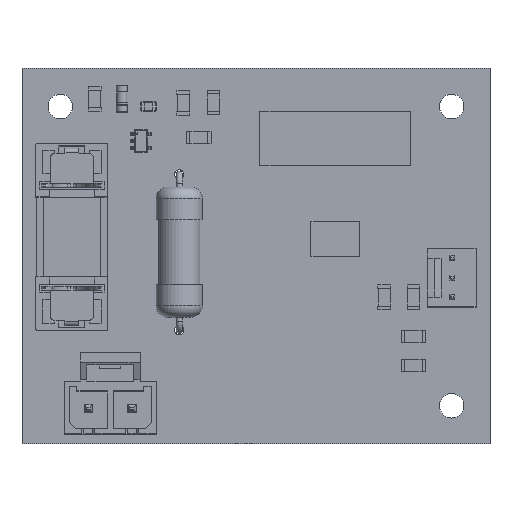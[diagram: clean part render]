
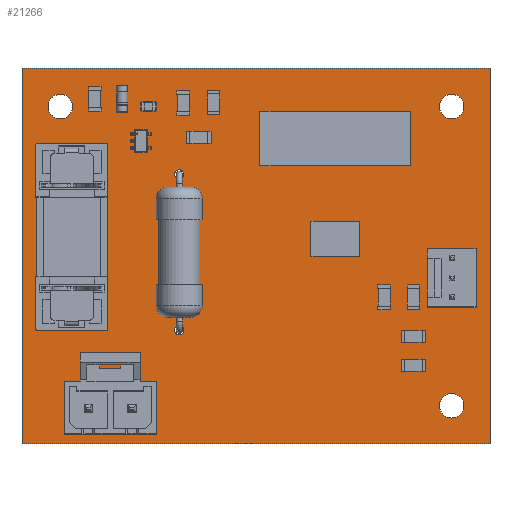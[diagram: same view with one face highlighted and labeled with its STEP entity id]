
A CAD part, top view. The second image highlights one B-rep face of the part: STEP entity #21266.
In plain terms, the highlighted planar face has unit normal (0, 0, 1).
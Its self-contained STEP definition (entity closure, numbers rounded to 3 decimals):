
#20956 = VERTEX_POINT('',#20957);
#20957 = CARTESIAN_POINT('',(137.,-105.46,1.6));
#20963 = EDGE_CURVE('',#20956,#20964,#20966,.T.);
#20964 = VERTEX_POINT('',#20965);
#20965 = CARTESIAN_POINT('',(76.,-105.46,1.6));
#20966 = LINE('',#20967,#20968);
#20967 = CARTESIAN_POINT('',(137.,-105.46,1.6));
#20968 = VECTOR('',#20969,1.);
#20969 = DIRECTION('',(-1.,0.,0.));
#20996 = VERTEX_POINT('',#20997);
#20997 = CARTESIAN_POINT('',(137.,-56.5,1.6));
#21003 = EDGE_CURVE('',#20996,#20956,#21004,.T.);
#21004 = LINE('',#21005,#21006);
#21005 = CARTESIAN_POINT('',(137.,-56.5,1.6));
#21006 = VECTOR('',#21007,1.);
#21007 = DIRECTION('',(0.,-1.,0.));
#21025 = EDGE_CURVE('',#20964,#21026,#21028,.T.);
#21026 = VERTEX_POINT('',#21027);
#21027 = CARTESIAN_POINT('',(76.,-56.5,1.6));
#21028 = LINE('',#21029,#21030);
#21029 = CARTESIAN_POINT('',(76.,-105.46,1.6));
#21030 = VECTOR('',#21031,1.);
#21031 = DIRECTION('',(0.,1.,0.));
#21266 = ADVANCED_FACE('',(#21267,#21278,#21289,#21300,#21311,#21322,
    #21333,#21344,#21355,#21366,#21377,#21388,#21399,#21410,#21421,
    #21432,#21443,#21454,#21465),#21476,.F.);
#21267 = FACE_BOUND('',#21268,.F.);
#21268 = EDGE_LOOP('',(#21269,#21270,#21271,#21277));
#21269 = ORIENTED_EDGE('',*,*,#20963,.T.);
#21270 = ORIENTED_EDGE('',*,*,#21025,.T.);
#21271 = ORIENTED_EDGE('',*,*,#21272,.T.);
#21272 = EDGE_CURVE('',#21026,#20996,#21273,.T.);
#21273 = LINE('',#21274,#21275);
#21274 = CARTESIAN_POINT('',(76.,-56.5,1.6));
#21275 = VECTOR('',#21276,1.);
#21276 = DIRECTION('',(1.,0.,0.));
#21277 = ORIENTED_EDGE('',*,*,#21003,.T.);
#21278 = FACE_BOUND('',#21279,.F.);
#21279 = EDGE_LOOP('',(#21280));
#21280 = ORIENTED_EDGE('',*,*,#21281,.F.);
#21281 = EDGE_CURVE('',#21282,#21282,#21284,.T.);
#21282 = VERTEX_POINT('',#21283);
#21283 = CARTESIAN_POINT('',(132.,-102.1,1.6));
#21284 = CIRCLE('',#21285,1.6);
#21285 = AXIS2_PLACEMENT_3D('',#21286,#21287,#21288);
#21286 = CARTESIAN_POINT('',(132.,-100.5,1.6));
#21287 = DIRECTION('',(-0.,0.,-1.));
#21288 = DIRECTION('',(-0.,-1.,0.));
#21289 = FACE_BOUND('',#21290,.F.);
#21290 = EDGE_LOOP('',(#21291));
#21291 = ORIENTED_EDGE('',*,*,#21292,.F.);
#21292 = EDGE_CURVE('',#21293,#21293,#21295,.T.);
#21293 = VERTEX_POINT('',#21294);
#21294 = CARTESIAN_POINT('',(132.08,-86.895,1.6));
#21295 = CIRCLE('',#21296,0.535);
#21296 = AXIS2_PLACEMENT_3D('',#21297,#21298,#21299);
#21297 = CARTESIAN_POINT('',(132.08,-86.36,1.6));
#21298 = DIRECTION('',(-0.,0.,-1.));
#21299 = DIRECTION('',(0.,-1.,-0.));
#21300 = FACE_BOUND('',#21301,.F.);
#21301 = EDGE_LOOP('',(#21302));
#21302 = ORIENTED_EDGE('',*,*,#21303,.F.);
#21303 = EDGE_CURVE('',#21304,#21304,#21306,.T.);
#21304 = VERTEX_POINT('',#21305);
#21305 = CARTESIAN_POINT('',(132.08,-84.355,1.6));
#21306 = CIRCLE('',#21307,0.535);
#21307 = AXIS2_PLACEMENT_3D('',#21308,#21309,#21310);
#21308 = CARTESIAN_POINT('',(132.08,-83.82,1.6));
#21309 = DIRECTION('',(-0.,0.,-1.));
#21310 = DIRECTION('',(0.,-1.,-0.));
#21311 = FACE_BOUND('',#21312,.F.);
#21312 = EDGE_LOOP('',(#21313));
#21313 = ORIENTED_EDGE('',*,*,#21314,.F.);
#21314 = EDGE_CURVE('',#21315,#21315,#21317,.T.);
#21315 = VERTEX_POINT('',#21316);
#21316 = CARTESIAN_POINT('',(87.213,-103.725,1.6));
#21317 = CIRCLE('',#21318,1.525);
#21318 = AXIS2_PLACEMENT_3D('',#21319,#21320,#21321);
#21319 = CARTESIAN_POINT('',(87.213,-102.2,1.6));
#21320 = DIRECTION('',(-0.,0.,-1.));
#21321 = DIRECTION('',(-0.,-1.,0.));
#21322 = FACE_BOUND('',#21323,.F.);
#21323 = EDGE_LOOP('',(#21324));
#21324 = ORIENTED_EDGE('',*,*,#21325,.F.);
#21325 = EDGE_CURVE('',#21326,#21326,#21328,.T.);
#21326 = VERTEX_POINT('',#21327);
#21327 = CARTESIAN_POINT('',(90.063,-101.785,1.6));
#21328 = CIRCLE('',#21329,0.925);
#21329 = AXIS2_PLACEMENT_3D('',#21330,#21331,#21332);
#21330 = CARTESIAN_POINT('',(90.063,-100.86,1.6));
#21331 = DIRECTION('',(-0.,0.,-1.));
#21332 = DIRECTION('',(-0.,-1.,0.));
#21333 = FACE_BOUND('',#21334,.F.);
#21334 = EDGE_LOOP('',(#21335));
#21335 = ORIENTED_EDGE('',*,*,#21336,.F.);
#21336 = EDGE_CURVE('',#21337,#21337,#21339,.T.);
#21337 = VERTEX_POINT('',#21338);
#21338 = CARTESIAN_POINT('',(84.363,-101.785,1.6));
#21339 = CIRCLE('',#21340,0.925);
#21340 = AXIS2_PLACEMENT_3D('',#21341,#21342,#21343);
#21341 = CARTESIAN_POINT('',(84.363,-100.86,1.6));
#21342 = DIRECTION('',(-0.,0.,-1.));
#21343 = DIRECTION('',(-0.,-1.,0.));
#21344 = FACE_BOUND('',#21345,.F.);
#21345 = EDGE_LOOP('',(#21346));
#21346 = ORIENTED_EDGE('',*,*,#21347,.F.);
#21347 = EDGE_CURVE('',#21348,#21348,#21350,.T.);
#21348 = VERTEX_POINT('',#21349);
#21349 = CARTESIAN_POINT('',(96.5,-91.26,1.6));
#21350 = CIRCLE('',#21351,0.6);
#21351 = AXIS2_PLACEMENT_3D('',#21352,#21353,#21354);
#21352 = CARTESIAN_POINT('',(96.5,-90.66,1.6));
#21353 = DIRECTION('',(-0.,0.,-1.));
#21354 = DIRECTION('',(-0.,-1.,0.));
#21355 = FACE_BOUND('',#21356,.F.);
#21356 = EDGE_LOOP('',(#21357));
#21357 = ORIENTED_EDGE('',*,*,#21358,.F.);
#21358 = EDGE_CURVE('',#21359,#21359,#21361,.T.);
#21359 = VERTEX_POINT('',#21360);
#21360 = CARTESIAN_POINT('',(82.5,-90.55,1.6));
#21361 = CIRCLE('',#21362,0.75);
#21362 = AXIS2_PLACEMENT_3D('',#21363,#21364,#21365);
#21363 = CARTESIAN_POINT('',(82.5,-89.8,1.6));
#21364 = DIRECTION('',(-0.,0.,-1.));
#21365 = DIRECTION('',(-0.,-1.,0.));
#21366 = FACE_BOUND('',#21367,.F.);
#21367 = EDGE_LOOP('',(#21368));
#21368 = ORIENTED_EDGE('',*,*,#21369,.F.);
#21369 = EDGE_CURVE('',#21370,#21370,#21372,.T.);
#21370 = VERTEX_POINT('',#21371);
#21371 = CARTESIAN_POINT('',(132.08,-81.815,1.6));
#21372 = CIRCLE('',#21373,0.535);
#21373 = AXIS2_PLACEMENT_3D('',#21374,#21375,#21376);
#21374 = CARTESIAN_POINT('',(132.08,-81.28,1.6));
#21375 = DIRECTION('',(-0.,0.,-1.));
#21376 = DIRECTION('',(0.,-1.,-0.));
#21377 = FACE_BOUND('',#21378,.F.);
#21378 = EDGE_LOOP('',(#21379));
#21379 = ORIENTED_EDGE('',*,*,#21380,.F.);
#21380 = EDGE_CURVE('',#21381,#21381,#21383,.T.);
#21381 = VERTEX_POINT('',#21382);
#21382 = CARTESIAN_POINT('',(123.19,-68.865,1.6));
#21383 = CIRCLE('',#21384,0.55);
#21384 = AXIS2_PLACEMENT_3D('',#21385,#21386,#21387);
#21385 = CARTESIAN_POINT('',(123.19,-68.315,1.6));
#21386 = DIRECTION('',(-0.,0.,-1.));
#21387 = DIRECTION('',(-0.,-1.,0.));
#21388 = FACE_BOUND('',#21389,.F.);
#21389 = EDGE_LOOP('',(#21390));
#21390 = ORIENTED_EDGE('',*,*,#21391,.F.);
#21391 = EDGE_CURVE('',#21392,#21392,#21394,.T.);
#21392 = VERTEX_POINT('',#21393);
#21393 = CARTESIAN_POINT('',(120.65,-68.865,1.6));
#21394 = CIRCLE('',#21395,0.55);
#21395 = AXIS2_PLACEMENT_3D('',#21396,#21397,#21398);
#21396 = CARTESIAN_POINT('',(120.65,-68.315,1.6));
#21397 = DIRECTION('',(-0.,0.,-1.));
#21398 = DIRECTION('',(-0.,-1.,0.));
#21399 = FACE_BOUND('',#21400,.F.);
#21400 = EDGE_LOOP('',(#21401));
#21401 = ORIENTED_EDGE('',*,*,#21402,.F.);
#21402 = EDGE_CURVE('',#21403,#21403,#21405,.T.);
#21403 = VERTEX_POINT('',#21404);
#21404 = CARTESIAN_POINT('',(132.,-63.1,1.6));
#21405 = CIRCLE('',#21406,1.6);
#21406 = AXIS2_PLACEMENT_3D('',#21407,#21408,#21409);
#21407 = CARTESIAN_POINT('',(132.,-61.5,1.6));
#21408 = DIRECTION('',(-0.,0.,-1.));
#21409 = DIRECTION('',(-0.,-1.,0.));
#21410 = FACE_BOUND('',#21411,.F.);
#21411 = EDGE_LOOP('',(#21412));
#21412 = ORIENTED_EDGE('',*,*,#21413,.F.);
#21413 = EDGE_CURVE('',#21414,#21414,#21416,.T.);
#21414 = VERTEX_POINT('',#21415);
#21415 = CARTESIAN_POINT('',(115.57,-68.865,1.6));
#21416 = CIRCLE('',#21417,0.55);
#21417 = AXIS2_PLACEMENT_3D('',#21418,#21419,#21420);
#21418 = CARTESIAN_POINT('',(115.57,-68.315,1.6));
#21419 = DIRECTION('',(-0.,0.,-1.));
#21420 = DIRECTION('',(-0.,-1.,0.));
#21421 = FACE_BOUND('',#21422,.F.);
#21422 = EDGE_LOOP('',(#21423));
#21423 = ORIENTED_EDGE('',*,*,#21424,.F.);
#21424 = EDGE_CURVE('',#21425,#21425,#21427,.T.);
#21425 = VERTEX_POINT('',#21426);
#21426 = CARTESIAN_POINT('',(113.03,-68.865,1.6));
#21427 = CIRCLE('',#21428,0.55);
#21428 = AXIS2_PLACEMENT_3D('',#21429,#21430,#21431);
#21429 = CARTESIAN_POINT('',(113.03,-68.315,1.6));
#21430 = DIRECTION('',(-0.,0.,-1.));
#21431 = DIRECTION('',(-0.,-1.,0.));
#21432 = FACE_BOUND('',#21433,.F.);
#21433 = EDGE_LOOP('',(#21434));
#21434 = ORIENTED_EDGE('',*,*,#21435,.F.);
#21435 = EDGE_CURVE('',#21436,#21436,#21438,.T.);
#21436 = VERTEX_POINT('',#21437);
#21437 = CARTESIAN_POINT('',(110.49,-68.865,1.6));
#21438 = CIRCLE('',#21439,0.55);
#21439 = AXIS2_PLACEMENT_3D('',#21440,#21441,#21442);
#21440 = CARTESIAN_POINT('',(110.49,-68.315,1.6));
#21441 = DIRECTION('',(-0.,0.,-1.));
#21442 = DIRECTION('',(0.,-1.,0.));
#21443 = FACE_BOUND('',#21444,.F.);
#21444 = EDGE_LOOP('',(#21445));
#21445 = ORIENTED_EDGE('',*,*,#21446,.F.);
#21446 = EDGE_CURVE('',#21447,#21447,#21449,.T.);
#21447 = VERTEX_POINT('',#21448);
#21448 = CARTESIAN_POINT('',(96.5,-70.94,1.6));
#21449 = CIRCLE('',#21450,0.6);
#21450 = AXIS2_PLACEMENT_3D('',#21451,#21452,#21453);
#21451 = CARTESIAN_POINT('',(96.5,-70.34,1.6));
#21452 = DIRECTION('',(-0.,0.,-1.));
#21453 = DIRECTION('',(-0.,-1.,0.));
#21454 = FACE_BOUND('',#21455,.F.);
#21455 = EDGE_LOOP('',(#21456));
#21456 = ORIENTED_EDGE('',*,*,#21457,.F.);
#21457 = EDGE_CURVE('',#21458,#21458,#21460,.T.);
#21458 = VERTEX_POINT('',#21459);
#21459 = CARTESIAN_POINT('',(82.5,-67.95,1.6));
#21460 = CIRCLE('',#21461,0.75);
#21461 = AXIS2_PLACEMENT_3D('',#21462,#21463,#21464);
#21462 = CARTESIAN_POINT('',(82.5,-67.2,1.6));
#21463 = DIRECTION('',(-0.,0.,-1.));
#21464 = DIRECTION('',(-0.,-1.,0.));
#21465 = FACE_BOUND('',#21466,.F.);
#21466 = EDGE_LOOP('',(#21467));
#21467 = ORIENTED_EDGE('',*,*,#21468,.F.);
#21468 = EDGE_CURVE('',#21469,#21469,#21471,.T.);
#21469 = VERTEX_POINT('',#21470);
#21470 = CARTESIAN_POINT('',(81.,-63.1,1.6));
#21471 = CIRCLE('',#21472,1.6);
#21472 = AXIS2_PLACEMENT_3D('',#21473,#21474,#21475);
#21473 = CARTESIAN_POINT('',(81.,-61.5,1.6));
#21474 = DIRECTION('',(-0.,0.,-1.));
#21475 = DIRECTION('',(-0.,-1.,0.));
#21476 = PLANE('',#21477);
#21477 = AXIS2_PLACEMENT_3D('',#21478,#21479,#21480);
#21478 = CARTESIAN_POINT('',(106.5,-80.98,1.6));
#21479 = DIRECTION('',(-0.,-0.,-1.));
#21480 = DIRECTION('',(-1.,0.,0.));
